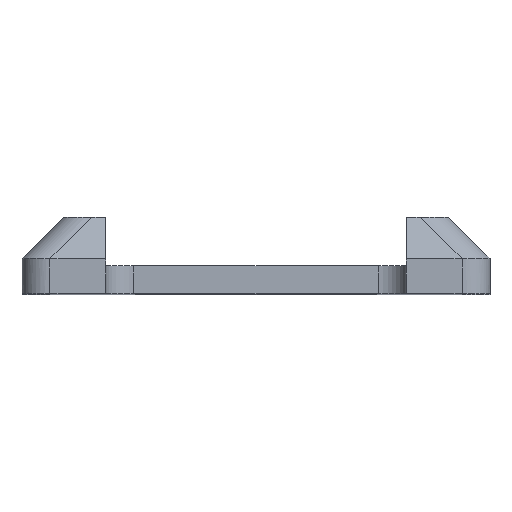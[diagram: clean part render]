
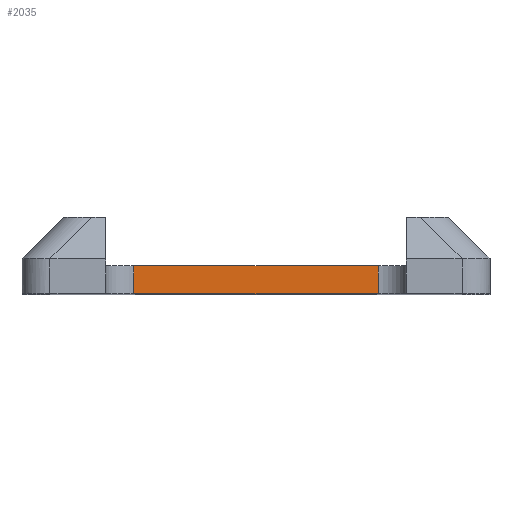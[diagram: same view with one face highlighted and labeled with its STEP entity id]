
A CAD part, top view. The second image highlights one B-rep face of the part: STEP entity #2035.
In plain terms, the highlighted planar face has unit normal (0, 0, 1).
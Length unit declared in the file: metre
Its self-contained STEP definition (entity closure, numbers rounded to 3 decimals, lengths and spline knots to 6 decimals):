
#406=ORIENTED_EDGE('',*,*,#892,.F.);
#407=ORIENTED_EDGE('',*,*,#808,.F.);
#408=ORIENTED_EDGE('',*,*,#893,.F.);
#409=ORIENTED_EDGE('',*,*,#885,.T.);
#808=EDGE_CURVE('',#1087,#1088,#1278,.T.);
#885=EDGE_CURVE('',#1144,#1143,#1336,.T.);
#892=EDGE_CURVE('',#1088,#1143,#1341,.T.);
#893=EDGE_CURVE('',#1144,#1087,#1342,.T.);
#1087=VERTEX_POINT('',#3069);
#1088=VERTEX_POINT('',#3071);
#1143=VERTEX_POINT('',#3227);
#1144=VERTEX_POINT('',#3229);
#1278=LINE('',#3070,#1512);
#1336=LINE('',#3228,#1570);
#1341=LINE('',#3242,#1575);
#1342=LINE('',#3243,#1576);
#1512=VECTOR('',#2455,1.);
#1570=VECTOR('',#2591,1.);
#1575=VECTOR('',#2602,1.);
#1576=VECTOR('',#2603,1.);
#1727=EDGE_LOOP('',(#406,#407,#408,#409));
#1843=FACE_BOUND('',#1727,.T.);
#1943=PLANE('',#2203);
#2035=ADVANCED_FACE('',(#1843),#1943,.T.);
#2203=AXIS2_PLACEMENT_3D('',#3241,#2600,#2601);
#2455=DIRECTION('',(-1.,0.,0.));
#2591=DIRECTION('',(-1.,0.,0.));
#2600=DIRECTION('',(0.,0.,1.));
#2601=DIRECTION('',(-1.,0.,0.));
#2602=DIRECTION('',(0.,1.,0.));
#2603=DIRECTION('',(0.,-1.,0.));
#3069=CARTESIAN_POINT('',(0.002406,-0.002,0.06058));
#3070=CARTESIAN_POINT('',(0.008406,-0.002,0.06058));
#3071=CARTESIAN_POINT('',(-0.015155,-0.002,0.06058));
#3227=CARTESIAN_POINT('',(-0.015155,0.,0.06058));
#3228=CARTESIAN_POINT('',(0.008406,0.,0.06058));
#3229=CARTESIAN_POINT('',(0.002406,0.,0.06058));
#3241=CARTESIAN_POINT('',(0.008406,0.,0.06058));
#3242=CARTESIAN_POINT('',(-0.015155,-0.001,0.06058));
#3243=CARTESIAN_POINT('',(0.002406,-0.001,0.06058));
